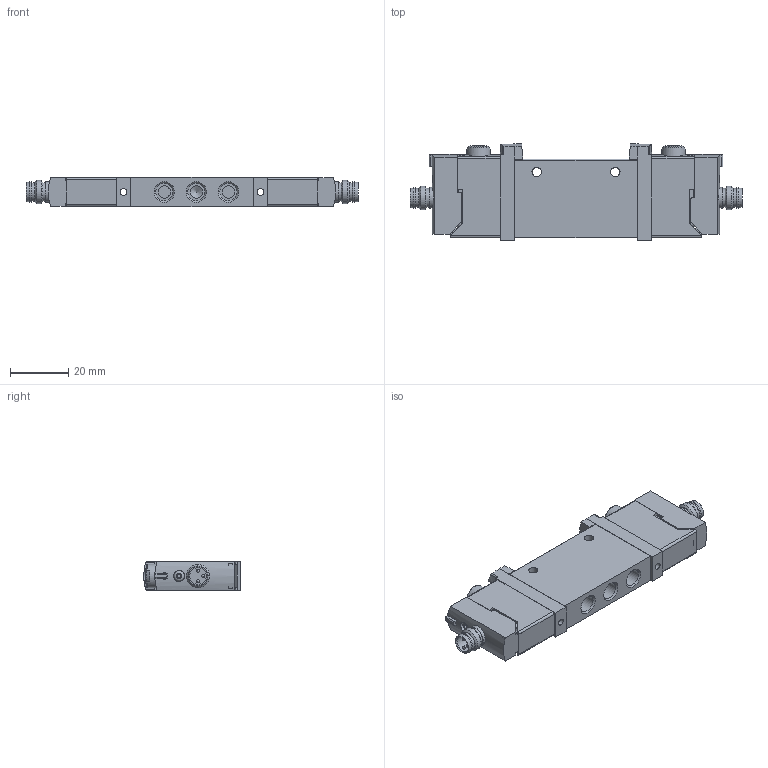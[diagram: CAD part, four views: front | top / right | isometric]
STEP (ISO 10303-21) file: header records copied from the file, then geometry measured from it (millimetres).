
FILE_DESCRIPTION(/* description */ ('STEP AP214'),/* implementation_level */ '2;1');
FILE_NAME(/* name */ '574219_VUVG-L10-T32U-AT-M7-1R8L',/* time_stamp */ '2024-09-17T15:22:33+02:00',/* author */ ('License CC BY-ND 4.0'),/* organization */ ('CADENAS'),/* preprocessor_version */ 'ST-DEVELOPER v19.3',/* originating_system */ 'PARTsolutions',/* authorisation */ ' ');
FILE_SCHEMA (('MODEL_BASED_INTEGRATED_MANUFACTURING_SCHEMA','AUTOMOTIVE_DESIGN {1 0 10303 214 3 1 1}'));
Length unit declared in the file: millimetre
Products named in the file (3): 574219 VUVG-L10-T32U-AT-M7-1R8L; 564212 VUVG-L-10-T32U-A-T-M7--1R8--L-----(G); 573919 VAVE-L1-1VR8-LP
Assembly tree (3 placements, depth 2):
  574219 VUVG-L10-T32U-AT-M7-1R8L
    564212 VUVG-L-10-T32U-A-T-M7--1R8--L-----(G)
    573919 VAVE-L1-1VR8-LP  x2
Bounding box: 113.9 x 33.1 x 10.25 mm (x, y, z)
Volume: 25999.1 mm3; surface area: 13073.7 mm2
Topology: 3 solids, 3 shells, 811 faces, 2187 edges, 1437 vertices
Faces by surface type: plane 553, cylinder 204, cone 38, sphere 8, torus 8
Full cylindrical faces by diameter (mm): 1 x6, 1.6 x4, 1.8 x2, 2.9 x2, 3 x2, 3.2 x2, 3.6 x2, 3.8 x4, 3.9 x2, 4.2 x3, 5.8 x2, 5.917 x5, 6.5 x4, 6.9 x2, 7.2 x2, 8 x2, 8.1 x2
Entity records: 19596 total; most frequent: CARTESIAN_POINT 3302, DIRECTION 3021, ORIENTED_EDGE 2996, EDGE_CURVE 1498, LINE 1059, VECTOR 1059, VERTEX_POINT 1016, AXIS2_PLACEMENT_3D 981
